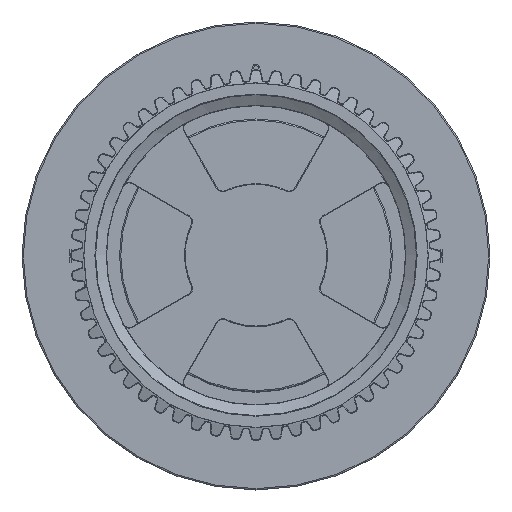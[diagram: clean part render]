
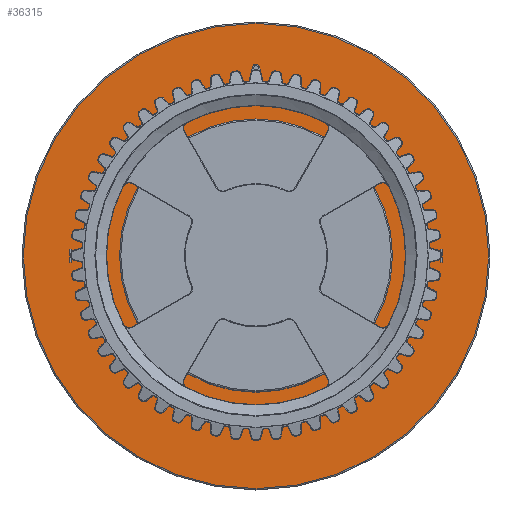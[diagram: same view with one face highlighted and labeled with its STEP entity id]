
A CAD part, top view. The second image highlights one B-rep face of the part: STEP entity #36315.
In plain terms, the highlighted planar face has unit normal (0, 0, 1).
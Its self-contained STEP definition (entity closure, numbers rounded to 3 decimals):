
#1635=B_SPLINE_CURVE_WITH_KNOTS('',3,(#47503,#47504,#47505,#47506,#47507,
#47508,#47509,#47510,#47511,#47512,#47513,#47514,#47515,#47516,#47517,#47518,
#47519,#47520,#47521,#47522,#47523,#47524,#47525,#47526,#47527,#47528,#47529,
#47530,#47531,#47532,#47533,#47534),.UNSPECIFIED.,.T.,.F.,(4,3,3,2,3,2,
3,2,3,2,2,3,4),(0.,0.106,0.179,0.251,
0.304,0.359,0.413,0.501,
0.605,0.677,0.749,0.844,
1.),.UNSPECIFIED.);
#3181=CIRCLE('',#38133,35.8);
#3182=CIRCLE('',#38134,15.7);
#4937=ORIENTED_EDGE('',*,*,#13229,.F.);
#4938=ORIENTED_EDGE('',*,*,#13230,.F.);
#4939=ORIENTED_EDGE('',*,*,#13231,.F.);
#4940=ORIENTED_EDGE('',*,*,#13232,.F.);
#4941=ORIENTED_EDGE('',*,*,#13233,.T.);
#4942=ORIENTED_EDGE('',*,*,#13234,.T.);
#4943=ORIENTED_EDGE('',*,*,#13235,.T.);
#4944=ORIENTED_EDGE('',*,*,#13236,.T.);
#4945=ORIENTED_EDGE('',*,*,#13237,.T.);
#4946=ORIENTED_EDGE('',*,*,#13238,.T.);
#4947=ORIENTED_EDGE('',*,*,#13239,.T.);
#13229=EDGE_CURVE('',#17375,#17376,#19845,.T.);
#13230=EDGE_CURVE('',#17377,#17375,#19846,.T.);
#13231=EDGE_CURVE('',#17378,#17377,#19847,.T.);
#13232=EDGE_CURVE('',#17376,#17378,#19848,.T.);
#13233=EDGE_CURVE('',#17379,#17379,#3181,.T.);
#13234=EDGE_CURVE('',#17380,#17380,#3182,.F.);
#13235=EDGE_CURVE('',#17381,#17381,#1635,.T.);
#13236=EDGE_CURVE('',#17382,#17383,#19849,.T.);
#13237=EDGE_CURVE('',#17383,#17384,#19850,.T.);
#13238=EDGE_CURVE('',#17384,#17385,#19851,.T.);
#13239=EDGE_CURVE('',#17385,#17382,#19852,.T.);
#17375=VERTEX_POINT('',#47492);
#17376=VERTEX_POINT('',#47493);
#17377=VERTEX_POINT('',#47495);
#17378=VERTEX_POINT('',#47497);
#17379=VERTEX_POINT('',#47500);
#17380=VERTEX_POINT('',#47502);
#17381=VERTEX_POINT('',#47535);
#17382=VERTEX_POINT('',#47537);
#17383=VERTEX_POINT('',#47538);
#17384=VERTEX_POINT('',#47540);
#17385=VERTEX_POINT('',#47542);
#19845=LINE('',#47491,#20689);
#19846=LINE('',#47494,#20690);
#19847=LINE('',#47496,#20691);
#19848=LINE('',#47498,#20692);
#19849=LINE('',#47536,#20693);
#19850=LINE('',#47539,#20694);
#19851=LINE('',#47541,#20695);
#19852=LINE('',#47543,#20696);
#20689=VECTOR('',#40973,1000.);
#20690=VECTOR('',#40974,1000.);
#20691=VECTOR('',#40975,1000.);
#20692=VECTOR('',#40976,1000.);
#20693=VECTOR('',#40981,1000.);
#20694=VECTOR('',#40982,1000.);
#20695=VECTOR('',#40983,1000.);
#20696=VECTOR('',#40984,1000.);
#21533=EDGE_LOOP('',(#4937,#4938,#4939,#4940));
#21534=EDGE_LOOP('',(#4941));
#21535=EDGE_LOOP('',(#4942));
#21536=EDGE_LOOP('',(#4943));
#21537=EDGE_LOOP('',(#4944,#4945,#4946,#4947));
#23413=FACE_BOUND('',#21533,.T.);
#23414=FACE_BOUND('',#21534,.T.);
#23415=FACE_BOUND('',#21535,.T.);
#23416=FACE_BOUND('',#21536,.T.);
#23417=FACE_BOUND('',#21537,.T.);
#25295=PLANE('',#38132);
#36315=ADVANCED_FACE('',(#23413,#23414,#23415,#23416,#23417),#25295,.T.);
#38132=AXIS2_PLACEMENT_3D('',#47490,#40971,#40972);
#38133=AXIS2_PLACEMENT_3D('',#47499,#40977,#40978);
#38134=AXIS2_PLACEMENT_3D('',#47501,#40979,#40980);
#40971=DIRECTION('',(0.,0.,1.));
#40972=DIRECTION('',(1.,0.,0.));
#40973=DIRECTION('',(1.,0.,0.));
#40974=DIRECTION('',(0.,-1.,0.));
#40975=DIRECTION('',(-1.,0.,0.));
#40976=DIRECTION('',(0.,1.,0.));
#40977=DIRECTION('',(0.,0.,1.));
#40978=DIRECTION('',(1.,0.,0.));
#40979=DIRECTION('',(0.,0.,1.));
#40980=DIRECTION('',(1.,0.,0.));
#40981=DIRECTION('',(0.,-1.,0.));
#40982=DIRECTION('',(-1.,0.,0.));
#40983=DIRECTION('',(0.,1.,0.));
#40984=DIRECTION('',(1.,0.,0.));
#47490=CARTESIAN_POINT('',(-36.432,-36.432,4.));
#47491=CARTESIAN_POINT('',(-28.623,-1.,4.));
#47492=CARTESIAN_POINT('',(-28.623,-1.,4.));
#47493=CARTESIAN_POINT('',(-28.377,-1.,4.));
#47494=CARTESIAN_POINT('',(-28.623,1.,4.));
#47495=CARTESIAN_POINT('',(-28.623,1.,4.));
#47496=CARTESIAN_POINT('',(-28.377,1.,4.));
#47497=CARTESIAN_POINT('',(-28.377,1.,4.));
#47498=CARTESIAN_POINT('',(-28.377,-1.,4.));
#47499=CARTESIAN_POINT('',(0.,0.,4.));
#47500=CARTESIAN_POINT('',(35.8,0.,4.));
#47501=CARTESIAN_POINT('',(0.,0.,4.));
#47502=CARTESIAN_POINT('',(15.7,0.,4.));
#47503=CARTESIAN_POINT('',(-0.637,28.499,4.));
#47504=CARTESIAN_POINT('',(-0.637,28.731,4.));
#47505=CARTESIAN_POINT('',(-0.613,28.917,4.));
#47506=CARTESIAN_POINT('',(-0.565,29.06,4.));
#47507=CARTESIAN_POINT('',(-0.517,29.201,4.));
#47508=CARTESIAN_POINT('',(-0.446,29.309,4.));
#47509=CARTESIAN_POINT('',(-0.352,29.386,4.));
#47510=CARTESIAN_POINT('',(-0.259,29.463,4.));
#47511=CARTESIAN_POINT('',(-0.139,29.5,4.));
#47512=CARTESIAN_POINT('',(0.109,29.5,4.));
#47513=CARTESIAN_POINT('',(0.202,29.478,4.));
#47514=CARTESIAN_POINT('',(0.283,29.436,4.));
#47515=CARTESIAN_POINT('',(0.363,29.395,4.));
#47516=CARTESIAN_POINT('',(0.429,29.333,4.));
#47517=CARTESIAN_POINT('',(0.531,29.173,4.));
#47518=CARTESIAN_POINT('',(0.572,29.077,4.));
#47519=CARTESIAN_POINT('',(0.6,28.962,4.));
#47520=CARTESIAN_POINT('',(0.629,28.847,4.));
#47521=CARTESIAN_POINT('',(0.645,28.693,4.));
#47522=CARTESIAN_POINT('',(0.645,28.269,4.));
#47523=CARTESIAN_POINT('',(0.621,28.083,4.));
#47524=CARTESIAN_POINT('',(0.573,27.942,4.));
#47525=CARTESIAN_POINT('',(0.524,27.8,4.));
#47526=CARTESIAN_POINT('',(0.455,27.689,4.));
#47527=CARTESIAN_POINT('',(0.267,27.538,4.));
#47528=CARTESIAN_POINT('',(0.148,27.5,4.));
#47529=CARTESIAN_POINT('',(-0.186,27.5,4.));
#47530=CARTESIAN_POINT('',(-0.334,27.567,4.));
#47531=CARTESIAN_POINT('',(-0.442,27.701,4.));
#47532=CARTESIAN_POINT('',(-0.573,27.863,4.));
#47533=CARTESIAN_POINT('',(-0.637,28.131,4.));
#47534=CARTESIAN_POINT('',(-0.637,28.499,4.));
#47535=CARTESIAN_POINT('',(-0.637,28.499,4.));
#47536=CARTESIAN_POINT('',(28.623,1.,4.));
#47537=CARTESIAN_POINT('',(28.623,1.,4.));
#47538=CARTESIAN_POINT('',(28.623,-1.,4.));
#47539=CARTESIAN_POINT('',(28.623,-1.,4.));
#47540=CARTESIAN_POINT('',(28.377,-1.,4.));
#47541=CARTESIAN_POINT('',(28.377,-1.,4.));
#47542=CARTESIAN_POINT('',(28.377,1.,4.));
#47543=CARTESIAN_POINT('',(28.377,1.,4.));
